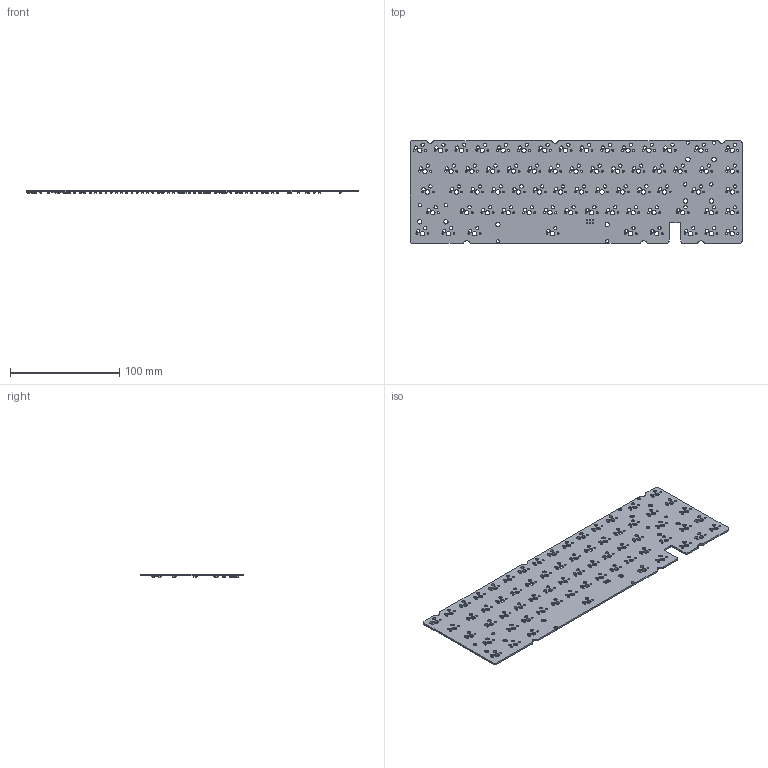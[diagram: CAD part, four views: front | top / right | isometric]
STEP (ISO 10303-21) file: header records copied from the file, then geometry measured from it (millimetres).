
FILE_DESCRIPTION(('KiCad electronic assembly'),'2;1');
FILE_NAME('Core 65.step','2026-01-15T13:43:30',('Pcbnew'),('Kicad'), 'Open CASCADE STEP processor 7.9','KiCad to STEP converter','Unknown' );
FILE_SCHEMA(('AUTOMOTIVE_DESIGN { 1 0 10303 214 1 1 1 1 }'));
Length unit declared in the file: millimetre
Products named in the file (9): Core 65 1; R_0805_2012Metric; SW_SPST_TL3342; C_0805_2012Metric; Crystal_SMD_3225-4Pin_3.2x2.5mm; D_SOD-123; SOT-23-6; Fuse_1206_3216Metric; Core 65_PCB
Assembly tree (83 placements, depth 2):
  Core 65 1
    R_0805_2012Metric  x4
    SW_SPST_TL3342
    C_0805_2012Metric  x7
    Crystal_SMD_3225-4Pin_3.2x2.5mm
    D_SOD-123  x67
    SOT-23-6
    Fuse_1206_3216Metric
    Core 65_PCB
Bounding box: 303.75 x 94.2 x 3.15 mm (x, y, z)
Volume: 39750.6 mm3; surface area: 59612.8 mm2
Topology: 83 solids, 84 shells, 5016 faces, 12851 edges, 8094 vertices
Faces by surface type: plane 2795, cylinder 1116, bspline 1104, torus 1
Full cylindrical faces by diameter (mm): 1 x6, 1.75 x134, 2 x1, 3 x134, 3.048 x8, 3.988 x75
Entity records: 35003 total; most frequent: CARTESIAN_POINT 6073, DIRECTION 5162, ORIENTED_EDGE 4894, EDGE_CURVE 2447, AXIS2_PLACEMENT_3D 1899, FACE_BOUND 1605, EDGE_LOOP 1605, VERTEX_POINT 1602
